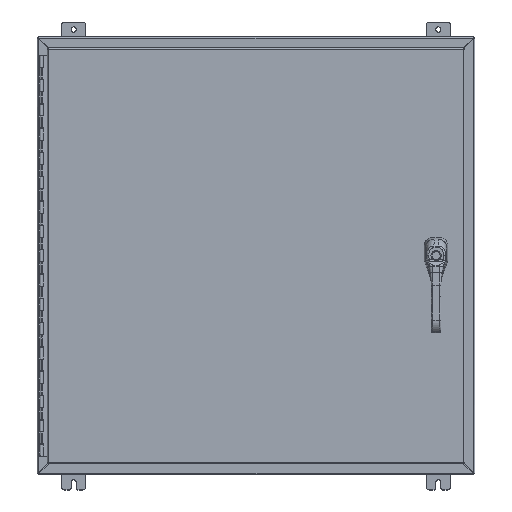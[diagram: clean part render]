
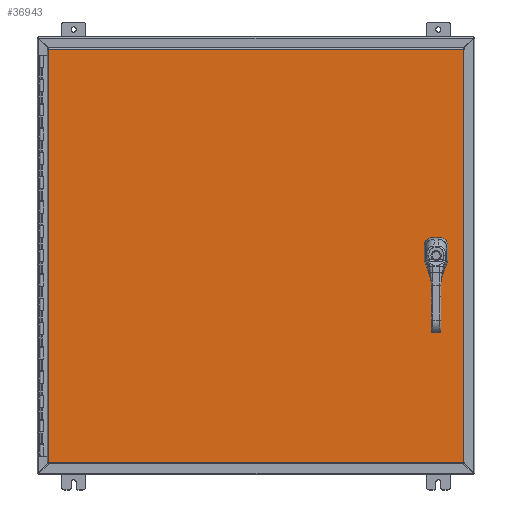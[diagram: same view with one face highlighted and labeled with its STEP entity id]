
A CAD part, top view. The second image highlights one B-rep face of the part: STEP entity #36943.
In plain terms, the highlighted face is planar.
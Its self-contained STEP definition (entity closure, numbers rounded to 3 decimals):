
#2343=FACE_BOUND('',#7313,.T.);
#2344=FACE_BOUND('',#7314,.T.);
#2345=FACE_BOUND('',#7315,.T.);
#2346=FACE_BOUND('',#7316,.T.);
#2977=PLANE('',#41558);
#5040=FACE_OUTER_BOUND('',#7312,.T.);
#7312=EDGE_LOOP('',(#32417,#32418,#32419,#32420));
#7313=EDGE_LOOP('',(#32421,#32422,#32423,#32424,#32425,#32426,#32427,#32428));
#7314=EDGE_LOOP('',(#32429));
#7315=EDGE_LOOP('',(#32430));
#7316=EDGE_LOOP('',(#32431));
#9584=LINE('',#97399,#12304);
#9588=LINE('',#97411,#12308);
#9592=LINE('',#97423,#12312);
#9596=LINE('',#97433,#12316);
#9621=LINE('',#97606,#12341);
#9634=LINE('',#97741,#12354);
#9652=LINE('',#97910,#12372);
#9656=LINE('',#97945,#12376);
#12304=VECTOR('',#51031,0.394);
#12308=VECTOR('',#51043,0.394);
#12312=VECTOR('',#51055,0.394);
#12316=VECTOR('',#51067,0.394);
#12341=VECTOR('',#51124,0.394);
#12354=VECTOR('',#51147,0.394);
#12372=VECTOR('',#51181,0.394);
#12376=VECTOR('',#51191,0.394);
#14882=CIRCLE('',#41502,0.453);
#14884=CIRCLE('',#41506,0.453);
#14886=CIRCLE('',#41510,0.453);
#14888=CIRCLE('',#41514,0.453);
#14889=CIRCLE('',#41517,0.141);
#14891=CIRCLE('',#41520,0.141);
#14893=CIRCLE('',#41523,0.141);
#17691=VERTEX_POINT('',#97390);
#17692=VERTEX_POINT('',#97392);
#17694=VERTEX_POINT('',#97398);
#17696=VERTEX_POINT('',#97404);
#17698=VERTEX_POINT('',#97410);
#17700=VERTEX_POINT('',#97416);
#17702=VERTEX_POINT('',#97422);
#17704=VERTEX_POINT('',#97428);
#17705=VERTEX_POINT('',#97435);
#17707=VERTEX_POINT('',#97441);
#17709=VERTEX_POINT('',#97447);
#17734=VERTEX_POINT('',#97597);
#17735=VERTEX_POINT('',#97605);
#17739=VERTEX_POINT('',#97677);
#17745=VERTEX_POINT('',#97733);
#22632=EDGE_CURVE('',#17692,#17691,#14882,.T.);
#22635=EDGE_CURVE('',#17694,#17692,#9584,.T.);
#22638=EDGE_CURVE('',#17696,#17694,#14884,.T.);
#22641=EDGE_CURVE('',#17698,#17696,#9588,.T.);
#22644=EDGE_CURVE('',#17700,#17698,#14886,.T.);
#22647=EDGE_CURVE('',#17702,#17700,#9592,.T.);
#22650=EDGE_CURVE('',#17704,#17702,#14888,.T.);
#22653=EDGE_CURVE('',#17691,#17704,#9596,.T.);
#22654=EDGE_CURVE('',#17705,#17705,#14889,.T.);
#22657=EDGE_CURVE('',#17707,#17707,#14891,.T.);
#22660=EDGE_CURVE('',#17709,#17709,#14893,.T.);
#22693=EDGE_CURVE('',#17735,#17734,#9621,.T.);
#22713=EDGE_CURVE('',#17739,#17745,#9634,.T.);
#22738=EDGE_CURVE('',#17734,#17739,#9652,.T.);
#22743=EDGE_CURVE('',#17745,#17735,#9656,.T.);
#32417=ORIENTED_EDGE('',*,*,#22738,.T.);
#32418=ORIENTED_EDGE('',*,*,#22713,.T.);
#32419=ORIENTED_EDGE('',*,*,#22743,.T.);
#32420=ORIENTED_EDGE('',*,*,#22693,.T.);
#32421=ORIENTED_EDGE('',*,*,#22632,.T.);
#32422=ORIENTED_EDGE('',*,*,#22653,.T.);
#32423=ORIENTED_EDGE('',*,*,#22650,.T.);
#32424=ORIENTED_EDGE('',*,*,#22647,.T.);
#32425=ORIENTED_EDGE('',*,*,#22644,.T.);
#32426=ORIENTED_EDGE('',*,*,#22641,.T.);
#32427=ORIENTED_EDGE('',*,*,#22638,.T.);
#32428=ORIENTED_EDGE('',*,*,#22635,.T.);
#32429=ORIENTED_EDGE('',*,*,#22654,.T.);
#32430=ORIENTED_EDGE('',*,*,#22657,.T.);
#32431=ORIENTED_EDGE('',*,*,#22660,.T.);
#36943=ADVANCED_FACE('',(#5040,#2343,#2344,#2345,#2346),#2977,.F.);
#41502=AXIS2_PLACEMENT_3D('',#97393,#51025,#51026);
#41506=AXIS2_PLACEMENT_3D('',#97405,#51037,#51038);
#41510=AXIS2_PLACEMENT_3D('',#97417,#51049,#51050);
#41514=AXIS2_PLACEMENT_3D('',#97429,#51061,#51062);
#41517=AXIS2_PLACEMENT_3D('',#97436,#51070,#51071);
#41520=AXIS2_PLACEMENT_3D('',#97442,#51077,#51078);
#41523=AXIS2_PLACEMENT_3D('',#97448,#51084,#51085);
#41558=AXIS2_PLACEMENT_3D('',#98048,#51227,#51228);
#51025=DIRECTION('center_axis',(0.,0.,1.));
#51026=DIRECTION('ref_axis',(-0.469,-0.883,0.));
#51031=DIRECTION('',(0.,1.,0.));
#51037=DIRECTION('center_axis',(0.,0.,1.));
#51038=DIRECTION('ref_axis',(-0.883,0.469,0.));
#51043=DIRECTION('',(1.,0.,0.));
#51049=DIRECTION('center_axis',(0.,0.,1.));
#51050=DIRECTION('ref_axis',(0.469,0.883,0.));
#51055=DIRECTION('',(0.,-1.,0.));
#51061=DIRECTION('center_axis',(0.,0.,1.));
#51062=DIRECTION('ref_axis',(0.883,-0.469,0.));
#51067=DIRECTION('',(-1.,0.,0.));
#51070=DIRECTION('center_axis',(0.,0.,1.));
#51071=DIRECTION('ref_axis',(1.,0.,0.));
#51077=DIRECTION('center_axis',(0.,0.,1.));
#51078=DIRECTION('ref_axis',(1.,0.,0.));
#51084=DIRECTION('center_axis',(0.,0.,1.));
#51085=DIRECTION('ref_axis',(1.,0.,0.));
#51124=DIRECTION('',(-1.,0.,0.));
#51147=DIRECTION('',(1.,0.,0.));
#51181=DIRECTION('',(0.,1.,0.));
#51191=DIRECTION('',(0.,-1.,0.));
#51227=DIRECTION('center_axis',(0.,0.,1.));
#51228=DIRECTION('ref_axis',(1.,0.,0.));
#97390=CARTESIAN_POINT('',(15.025,0.4,0.));
#97392=CARTESIAN_POINT('',(15.213,0.213,0.));
#97393=CARTESIAN_POINT('Origin',(14.813,0.,0.));
#97398=CARTESIAN_POINT('',(15.213,-0.213,0.));
#97399=CARTESIAN_POINT('',(15.213,0.106,0.));
#97404=CARTESIAN_POINT('',(15.025,-0.4,0.));
#97405=CARTESIAN_POINT('Origin',(14.813,0.,0.));
#97410=CARTESIAN_POINT('',(14.6,-0.4,0.));
#97411=CARTESIAN_POINT('',(7.513,-0.4,0.));
#97416=CARTESIAN_POINT('',(14.413,-0.213,0.));
#97417=CARTESIAN_POINT('Origin',(14.813,0.,0.));
#97422=CARTESIAN_POINT('',(14.413,0.213,0.));
#97423=CARTESIAN_POINT('',(14.413,-0.106,0.));
#97428=CARTESIAN_POINT('',(14.6,0.4,0.));
#97429=CARTESIAN_POINT('Origin',(14.813,0.,0.));
#97433=CARTESIAN_POINT('',(7.3,0.4,0.));
#97435=CARTESIAN_POINT('',(14.672,0.886,0.));
#97436=CARTESIAN_POINT('Origin',(14.813,0.886,0.));
#97441=CARTESIAN_POINT('',(14.672,1.378,0.));
#97442=CARTESIAN_POINT('Origin',(14.813,1.378,0.));
#97447=CARTESIAN_POINT('',(14.672,-0.885,0.));
#97448=CARTESIAN_POINT('Origin',(14.813,-0.885,0.));
#97597=CARTESIAN_POINT('',(-17.082,-16.989,0.));
#97605=CARTESIAN_POINT('',(17.082,-16.989,0.));
#97606=CARTESIAN_POINT('',(8.541,-16.989,0.));
#97677=CARTESIAN_POINT('',(-17.082,16.989,0.));
#97733=CARTESIAN_POINT('',(17.082,16.989,0.));
#97741=CARTESIAN_POINT('',(-8.594,16.989,0.));
#97910=CARTESIAN_POINT('',(-17.082,-8.494,0.));
#97945=CARTESIAN_POINT('',(17.082,8.494,0.));
#98048=CARTESIAN_POINT('Origin',(0.,0.,
0.));
